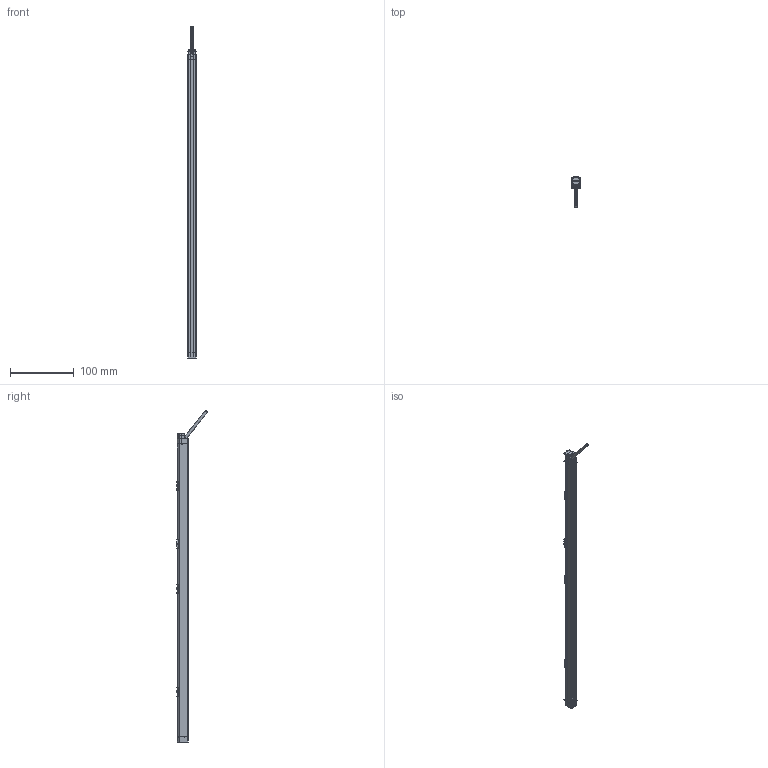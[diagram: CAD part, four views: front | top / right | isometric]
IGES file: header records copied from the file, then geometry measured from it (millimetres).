
Start section:  PTC IGES file: 217950.igs
Global section: file name: 217950.igs; native system: Creo Parametric by PTC Inc.; preprocessor: 2019292; author: PDMAdmin; organization: Unknown; date: 20200608.141407; units: millimetre
Bounding box: 13.1 x 50.05 x 521.96 mm (x, y, z)
Volume: 46469.1 mm3; surface area: 318868.4 mm2
Topology: 13 solids, 15 shells, 2290 faces, 12923 edges, 17186 vertices
Faces by surface type: bspline 1432, revolution 830, extrusion 28
